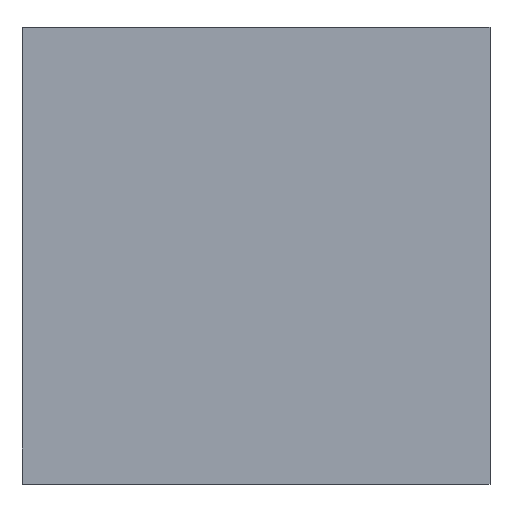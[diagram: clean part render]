
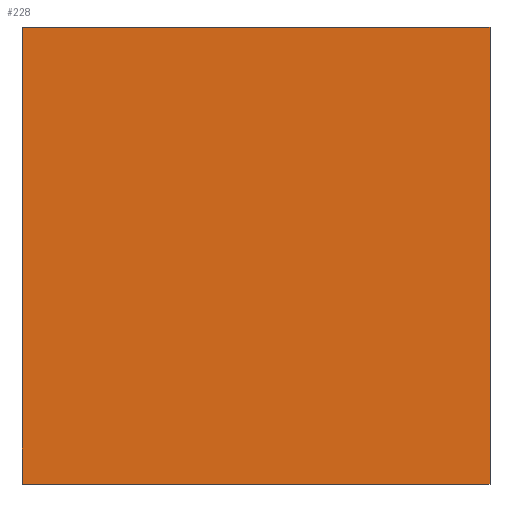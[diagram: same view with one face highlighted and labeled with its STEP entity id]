
A CAD part, top view. The second image highlights one B-rep face of the part: STEP entity #228.
In plain terms, the highlighted planar face has unit normal (0, 0, 1).
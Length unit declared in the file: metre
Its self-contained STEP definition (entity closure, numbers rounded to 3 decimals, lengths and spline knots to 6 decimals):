
#27=LINE('',#340,#52);
#36=LINE('',#360,#61);
#38=LINE('',#364,#63);
#39=LINE('',#365,#64);
#40=LINE('',#367,#65);
#41=LINE('',#369,#66);
#52=VECTOR('',#279,1.);
#61=VECTOR('',#296,1.);
#63=VECTOR('',#300,1.);
#64=VECTOR('',#301,1.);
#65=VECTOR('',#302,1.);
#66=VECTOR('',#303,1.);
#98=ORIENTED_EDGE('',*,*,#149,.F.);
#99=ORIENTED_EDGE('',*,*,#137,.F.);
#100=ORIENTED_EDGE('',*,*,#150,.T.);
#101=ORIENTED_EDGE('',*,*,#151,.T.);
#102=ORIENTED_EDGE('',*,*,#152,.F.);
#103=ORIENTED_EDGE('',*,*,#147,.T.);
#137=EDGE_CURVE('',#165,#166,#27,.T.);
#147=EDGE_CURVE('',#173,#172,#36,.T.);
#149=EDGE_CURVE('',#166,#172,#38,.T.);
#150=EDGE_CURVE('',#165,#174,#39,.T.);
#151=EDGE_CURVE('',#174,#175,#40,.T.);
#152=EDGE_CURVE('',#173,#175,#41,.T.);
#165=VERTEX_POINT('',#339);
#166=VERTEX_POINT('',#341);
#172=VERTEX_POINT('',#359);
#173=VERTEX_POINT('',#361);
#174=VERTEX_POINT('',#366);
#175=VERTEX_POINT('',#368);
#189=EDGE_LOOP('',(#98,#99,#100,#101,#102,#103));
#204=FACE_BOUND('',#189,.T.);
#217=PLANE('',#256);
#228=ADVANCED_FACE('',(#204),#217,.T.);
#256=AXIS2_PLACEMENT_3D('',#363,#298,#299);
#279=DIRECTION('',(-1.,0.,0.));
#296=DIRECTION('',(-1.,0.,0.));
#298=DIRECTION('',(0.,0.,1.));
#299=DIRECTION('',(1.,0.,0.));
#300=DIRECTION('',(0.,1.,0.));
#301=DIRECTION('',(1.,0.,0.));
#302=DIRECTION('',(0.,1.,0.));
#303=DIRECTION('',(1.,0.,0.));
#339=CARTESIAN_POINT('',(0.003,-0.019999,0.));
#340=CARTESIAN_POINT('',(0.003,-0.019999,0.));
#341=CARTESIAN_POINT('',(0.,-0.019999,0.));
#359=CARTESIAN_POINT('',(0.,0.020001,0.));
#360=CARTESIAN_POINT('',(0.003,0.020001,0.));
#361=CARTESIAN_POINT('',(0.003,0.020001,0.));
#363=CARTESIAN_POINT('',(0.003,0.000001,0.));
#364=CARTESIAN_POINT('',(0.,0.000001,0.));
#365=CARTESIAN_POINT('',(0.0395,-0.02,0.));
#366=CARTESIAN_POINT('',(0.041,-0.02,0.));
#367=CARTESIAN_POINT('',(0.041,-0.02,0.));
#368=CARTESIAN_POINT('',(0.041,0.02,0.));
#369=CARTESIAN_POINT('',(0.0395,0.02,0.));
